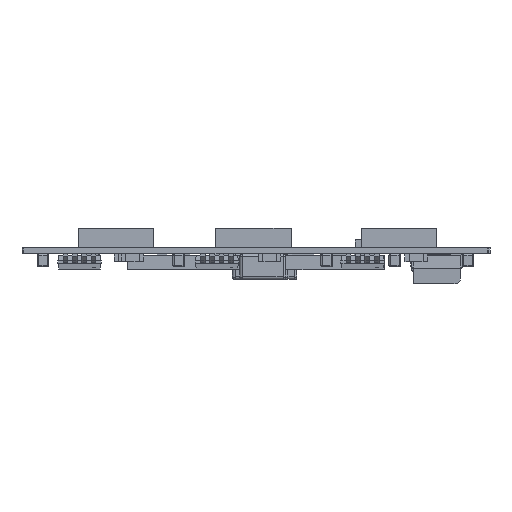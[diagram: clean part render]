
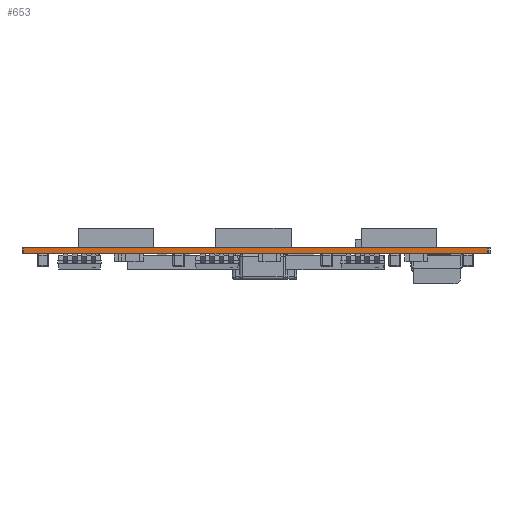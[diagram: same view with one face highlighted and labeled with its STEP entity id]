
A CAD part, front view. The second image highlights one B-rep face of the part: STEP entity #653.
In plain terms, the highlighted planar face has unit normal (0, -1, 0).
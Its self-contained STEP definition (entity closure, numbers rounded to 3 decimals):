
#626 = VERTEX_POINT('',#627);
#627 = CARTESIAN_POINT('',(177.482,14.986,0.411));
#634 = EDGE_CURVE('',#635,#626,#637,.T.);
#635 = VERTEX_POINT('',#636);
#636 = CARTESIAN_POINT('',(177.482,14.986,0.));
#637 = LINE('',#638,#639);
#638 = CARTESIAN_POINT('',(177.482,14.986,0.));
#639 = VECTOR('',#640,1.);
#640 = DIRECTION('',(0.,0.,1.));
#653 = ADVANCED_FACE('',(#654),#679,.T.);
#654 = FACE_BOUND('',#655,.T.);
#655 = EDGE_LOOP('',(#656,#657,#665,#673));
#656 = ORIENTED_EDGE('',*,*,#634,.T.);
#657 = ORIENTED_EDGE('',*,*,#658,.T.);
#658 = EDGE_CURVE('',#626,#659,#661,.T.);
#659 = VERTEX_POINT('',#660);
#660 = CARTESIAN_POINT('',(145.351,14.986,0.411));
#661 = LINE('',#662,#663);
#662 = CARTESIAN_POINT('',(177.482,14.986,0.411));
#663 = VECTOR('',#664,1.);
#664 = DIRECTION('',(-1.,0.,0.));
#665 = ORIENTED_EDGE('',*,*,#666,.F.);
#666 = EDGE_CURVE('',#667,#659,#669,.T.);
#667 = VERTEX_POINT('',#668);
#668 = CARTESIAN_POINT('',(145.351,14.986,0.));
#669 = LINE('',#670,#671);
#670 = CARTESIAN_POINT('',(145.351,14.986,0.));
#671 = VECTOR('',#672,1.);
#672 = DIRECTION('',(0.,0.,1.));
#673 = ORIENTED_EDGE('',*,*,#674,.F.);
#674 = EDGE_CURVE('',#635,#667,#675,.T.);
#675 = LINE('',#676,#677);
#676 = CARTESIAN_POINT('',(177.482,14.986,0.));
#677 = VECTOR('',#678,1.);
#678 = DIRECTION('',(-1.,0.,0.));
#679 = PLANE('',#680);
#680 = AXIS2_PLACEMENT_3D('',#681,#682,#683);
#681 = CARTESIAN_POINT('',(177.482,14.986,0.));
#682 = DIRECTION('',(0.,-1.,0.));
#683 = DIRECTION('',(-1.,0.,0.));
